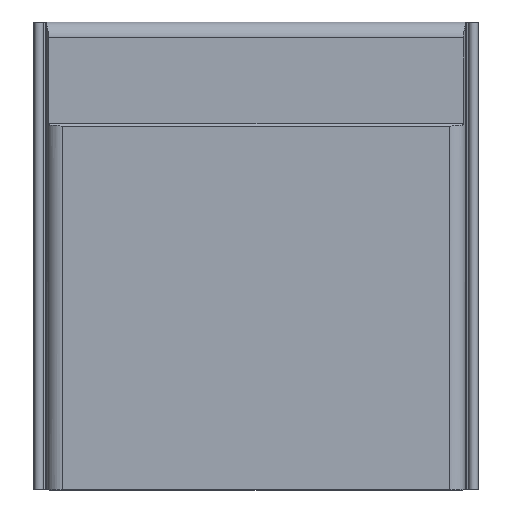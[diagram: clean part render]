
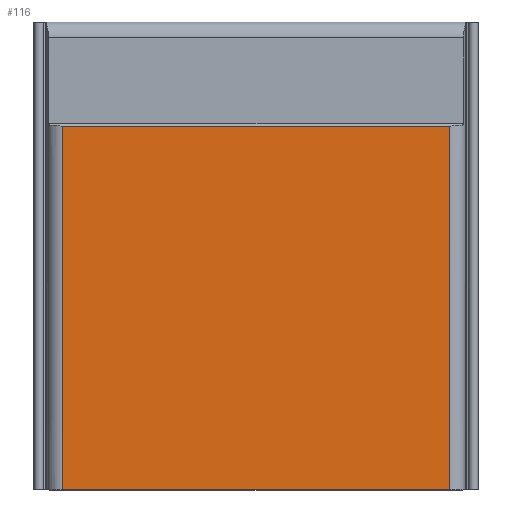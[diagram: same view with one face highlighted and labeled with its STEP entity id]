
A CAD part, top view. The second image highlights one B-rep face of the part: STEP entity #116.
In plain terms, the highlighted planar face has unit normal (0, 0, 1).
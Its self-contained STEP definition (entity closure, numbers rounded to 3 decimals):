
#55 = LINE ( 'NONE', #870, #629 ) ;
#86 = LINE ( 'NONE', #243, #451 ) ;
#105 = CARTESIAN_POINT ( 'NONE',  ( -12.2, 14.75, 3.2 ) ) ;
#110 = EDGE_CURVE ( 'NONE', #969, #896, #86, .T. ) ;
#116 = ADVANCED_FACE ( 'NONE', ( #786 ), #236, .F. ) ;
#122 = CARTESIAN_POINT ( 'NONE',  ( 12.2, -14.75, 3.2 ) ) ;
#138 = CARTESIAN_POINT ( 'NONE',  ( 12.2, 8.15, 3.2 ) ) ;
#236 = PLANE ( 'NONE',  #932 ) ;
#243 = CARTESIAN_POINT ( 'NONE',  ( 14.001, 8.15, 3.2 ) ) ;
#287 = EDGE_CURVE ( 'NONE', #969, #424, #55, .T. ) ;
#320 = EDGE_LOOP ( 'NONE', ( #491, #529, #851, #885 ) ) ;
#355 = CARTESIAN_POINT ( 'NONE',  ( -12.2, -14.75, 3.2 ) ) ;
#424 = VERTEX_POINT ( 'NONE', #122 ) ;
#451 = VECTOR ( 'NONE', #638, 1000. ) ;
#456 = LINE ( 'NONE', #770, #790 ) ;
#491 = ORIENTED_EDGE ( 'NONE', *, *, #287, .F. ) ;
#493 = CARTESIAN_POINT ( 'NONE',  ( -12.2, 8.15, 3.2 ) ) ;
#510 = DIRECTION ( 'NONE',  ( 1., 0., 0. ) ) ;
#519 = EDGE_CURVE ( 'NONE', #896, #739, #456, .T. ) ;
#529 = ORIENTED_EDGE ( 'NONE', *, *, #110, .T. ) ;
#556 = CARTESIAN_POINT ( 'NONE',  ( -12.2, -14.75, 3.2 ) ) ;
#604 = LINE ( 'NONE', #355, #671 ) ;
#627 = DIRECTION ( 'NONE',  ( 0., -1., 0. ) ) ;
#629 = VECTOR ( 'NONE', #650, 1000. ) ;
#638 = DIRECTION ( 'NONE',  ( -1., 0., 0. ) ) ;
#650 = DIRECTION ( 'NONE',  ( 0., -1., 0. ) ) ;
#671 = VECTOR ( 'NONE', #510, 1000. ) ;
#739 = VERTEX_POINT ( 'NONE', #556 ) ;
#767 = DIRECTION ( 'NONE',  ( -1., 0., 0. ) ) ;
#770 = CARTESIAN_POINT ( 'NONE',  ( -12.2, 14.75, 3.2 ) ) ;
#773 = DIRECTION ( 'NONE',  ( 0., 0., -1. ) ) ;
#786 = FACE_OUTER_BOUND ( 'NONE', #320, .T. ) ;
#790 = VECTOR ( 'NONE', #627, 1000. ) ;
#851 = ORIENTED_EDGE ( 'NONE', *, *, #519, .T. ) ;
#870 = CARTESIAN_POINT ( 'NONE',  ( 12.2, 14.75, 3.2 ) ) ;
#885 = ORIENTED_EDGE ( 'NONE', *, *, #950, .T. ) ;
#896 = VERTEX_POINT ( 'NONE', #493 ) ;
#932 = AXIS2_PLACEMENT_3D ( 'NONE', #105, #773, #767 ) ;
#950 = EDGE_CURVE ( 'NONE', #739, #424, #604, .T. ) ;
#969 = VERTEX_POINT ( 'NONE', #138 ) ;
